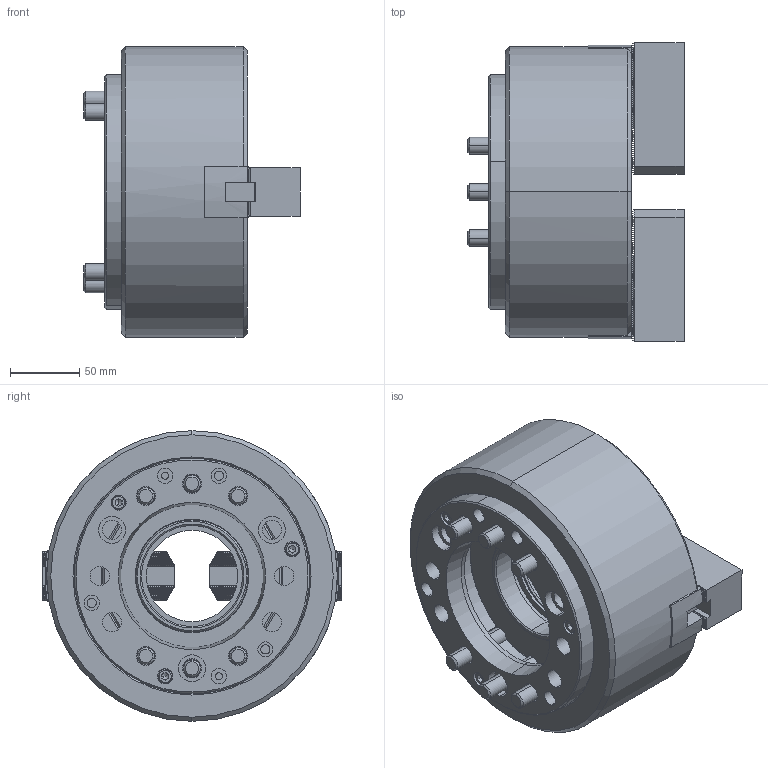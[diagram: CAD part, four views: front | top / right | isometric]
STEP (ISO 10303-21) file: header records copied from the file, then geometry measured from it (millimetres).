
FILE_DESCRIPTION (( 'STEP AP203' ), '1' );
FILE_NAME ('CF-2H-208A6.STEP', '2019-08-20T08:02:42', ( '' ), ( '' ), 'SwSTEP 2.0', 'SolidWorks 2016', '' );
FILE_SCHEMA (( 'CONFIG_CONTROL_DESIGN' ));
Length unit declared in the file: millimetre
Products named in the file (13): 圓頭內六角螺栓_M12x105; CF-2H-208-02000; 3H-08-11000-A6法蘭; CF-2H-208-03000; 圓頭內六角螺栓_M6x20; CF-3H-208-03000; CF-2H-208A6; CF-3H-208-04000(T型塊); CF-3H-208-04000(M75x2); SJ-08; 圓頭內六角螺栓_M12x30; 半圓頭六角孔螺栓_M5x10; CF-2H-208-01000
Assembly tree (28 placements, depth 2):
  CF-2H-208A6
    CF-2H-208-01000
    CF-2H-208-02000
    CF-2H-208-03000
    CF-3H-208-03000  x2
    CF-3H-208-04000(T型塊)  x2
    CF-3H-208-04000(M75x2)
    SJ-08  x2
    圓頭內六角螺栓_M12x30  x4
    半圓頭六角孔螺栓_M5x10  x4
    圓頭內六角螺栓_M12x105  x6
    3H-08-11000-A6法蘭
    圓頭內六角螺栓_M6x20  x3
Bounding box: 156.25 x 215.9 x 210 mm (x, y, z)
Volume: 2960595.9 mm3; surface area: 427300 mm2
Topology: 28 solids, 28 shells, 2503 faces, 6985 edges, 4558 vertices
Faces by surface type: plane 1628, cylinder 690, cone 149, torus 36
Entity records: 43711 total; most frequent: CARTESIAN_POINT 9219, ORIENTED_EDGE 7236, DIRECTION 6342, EDGE_CURVE 3618, VECTOR 2566, LINE 2566, VERTEX_POINT 2385, AXIS2_PLACEMENT_3D 1888
